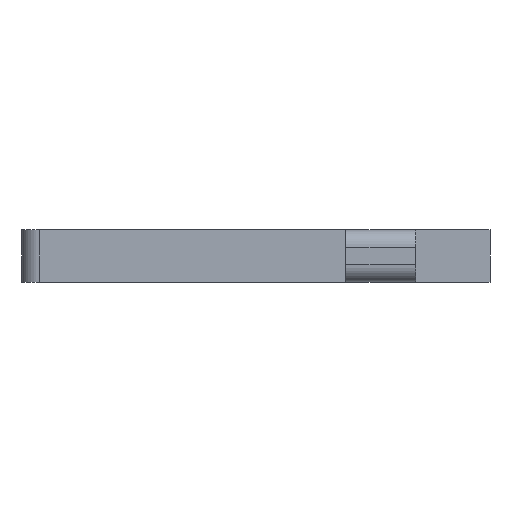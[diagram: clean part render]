
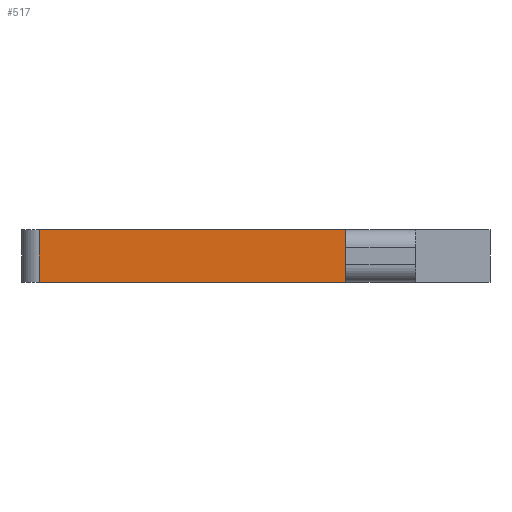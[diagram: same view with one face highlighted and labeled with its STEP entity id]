
A CAD part, left-side view. The second image highlights one B-rep face of the part: STEP entity #517.
In plain terms, the highlighted planar face has unit normal (-1, 0, 0).
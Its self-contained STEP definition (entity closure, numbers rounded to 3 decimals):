
#17 = FACE_OUTER_BOUND ( 'NONE', #823, .T. ) ;
#37 = VECTOR ( 'NONE', #1110, 1000. ) ;
#110 = CARTESIAN_POINT ( 'NONE',  ( -20., 0., 0. ) ) ;
#207 = VERTEX_POINT ( 'NONE', #545 ) ;
#366 = CARTESIAN_POINT ( 'NONE',  ( -20., 12.25, 6. ) ) ;
#375 = EDGE_CURVE ( 'NONE', #1291, #971, #790, .T. ) ;
#379 = CARTESIAN_POINT ( 'NONE',  ( -20., 12.25, 0. ) ) ;
#389 = CARTESIAN_POINT ( 'NONE',  ( -20., 0., 6. ) ) ;
#393 = VECTOR ( 'NONE', #1195, 1000. ) ;
#467 = EDGE_CURVE ( 'NONE', #207, #1227, #610, .T. ) ;
#504 = CARTESIAN_POINT ( 'NONE',  ( -20., 0., 6. ) ) ;
#515 = DIRECTION ( 'NONE',  ( -1., 0., 0. ) ) ;
#517 = ADVANCED_FACE ( 'NONE', ( #17 ), #822, .T. ) ;
#527 = ORIENTED_EDGE ( 'NONE', *, *, #948, .F. ) ;
#545 = CARTESIAN_POINT ( 'NONE',  ( -20., 12.25, 0. ) ) ;
#565 = VECTOR ( 'NONE', #1196, 1000. ) ;
#602 = LINE ( 'NONE', #379, #37 ) ;
#610 = LINE ( 'NONE', #110, #1307 ) ;
#681 = CARTESIAN_POINT ( 'NONE',  ( -20., 47.25, 6. ) ) ;
#712 = CARTESIAN_POINT ( 'NONE',  ( -20., 47.25, 0. ) ) ;
#781 = CARTESIAN_POINT ( 'NONE',  ( -20., 47.25, 6. ) ) ;
#783 = ORIENTED_EDGE ( 'NONE', *, *, #467, .F. ) ;
#790 = LINE ( 'NONE', #389, #565 ) ;
#818 = ORIENTED_EDGE ( 'NONE', *, *, #963, .T. ) ;
#822 = PLANE ( 'NONE',  #1047 ) ;
#823 = EDGE_LOOP ( 'NONE', ( #1278, #818, #783, #527 ) ) ;
#908 = LINE ( 'NONE', #781, #393 ) ;
#948 = EDGE_CURVE ( 'NONE', #1291, #207, #602, .T. ) ;
#963 = EDGE_CURVE ( 'NONE', #971, #1227, #908, .T. ) ;
#971 = VERTEX_POINT ( 'NONE', #681 ) ;
#1047 = AXIS2_PLACEMENT_3D ( 'NONE', #504, #515, #1220 ) ;
#1110 = DIRECTION ( 'NONE',  ( 0., 0., -1. ) ) ;
#1195 = DIRECTION ( 'NONE',  ( 0., 0., -1. ) ) ;
#1196 = DIRECTION ( 'NONE',  ( 0., 1., 0. ) ) ;
#1209 = DIRECTION ( 'NONE',  ( 0., 1., 0. ) ) ;
#1220 = DIRECTION ( 'NONE',  ( 0., 0., 1. ) ) ;
#1227 = VERTEX_POINT ( 'NONE', #712 ) ;
#1278 = ORIENTED_EDGE ( 'NONE', *, *, #375, .T. ) ;
#1291 = VERTEX_POINT ( 'NONE', #366 ) ;
#1307 = VECTOR ( 'NONE', #1209, 1000. ) ;
